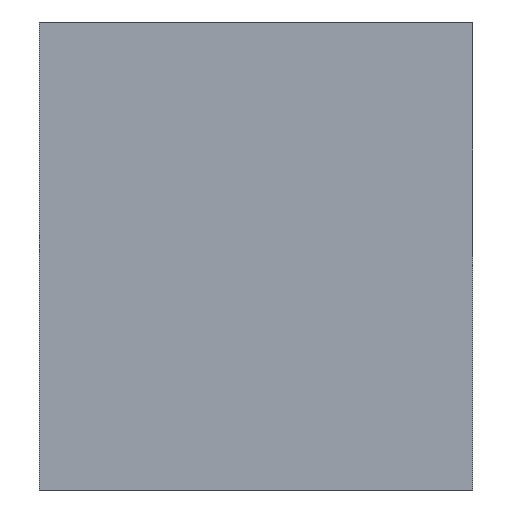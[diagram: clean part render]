
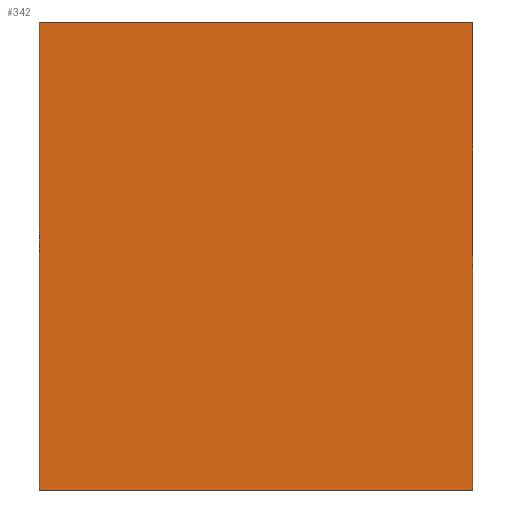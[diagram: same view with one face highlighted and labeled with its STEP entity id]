
A CAD part, front view. The second image highlights one B-rep face of the part: STEP entity #342.
In plain terms, the highlighted planar face has unit normal (0, -1, 0).
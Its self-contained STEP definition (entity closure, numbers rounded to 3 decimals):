
#40=DIRECTION('',(-1.,0.,0.));
#41=VECTOR('',#40,12.4);
#42=CARTESIAN_POINT('',(6.2,0.,-6.7));
#43=LINE('',#42,#41);
#48=DIRECTION('',(0.,0.,1.));
#49=VECTOR('',#48,13.4);
#50=CARTESIAN_POINT('',(-6.2,0.,-6.7));
#51=LINE('',#50,#49);
#55=DIRECTION('',(1.,0.,0.));
#56=VECTOR('',#55,12.4);
#57=CARTESIAN_POINT('',(-6.2,0.,6.7));
#58=LINE('',#57,#56);
#62=DIRECTION('',(0.,0.,-1.));
#63=VECTOR('',#62,13.4);
#64=CARTESIAN_POINT('',(6.2,0.,6.7));
#65=LINE('',#64,#63);
#287=CARTESIAN_POINT('',(6.2,0.,-6.7));
#288=CARTESIAN_POINT('',(-6.2,0.,-6.7));
#289=VERTEX_POINT('',#287);
#290=VERTEX_POINT('',#288);
#291=CARTESIAN_POINT('',(-6.2,0.,6.7));
#292=VERTEX_POINT('',#291);
#293=CARTESIAN_POINT('',(6.2,0.,6.7));
#294=VERTEX_POINT('',#293);
#327=CARTESIAN_POINT('',(0.,0.,0.));
#328=DIRECTION('',(0.,1.,0.));
#329=DIRECTION('',(1.,0.,0.));
#330=AXIS2_PLACEMENT_3D('',#327,#328,#329);
#331=PLANE('',#330);
#333=ORIENTED_EDGE('',*,*,#332,.T.);
#335=ORIENTED_EDGE('',*,*,#334,.T.);
#337=ORIENTED_EDGE('',*,*,#336,.T.);
#339=ORIENTED_EDGE('',*,*,#338,.T.);
#340=EDGE_LOOP('',(#333,#335,#337,#339));
#341=FACE_OUTER_BOUND('',#340,.F.);
#332=EDGE_CURVE('',#289,#290,#43,.T.);
#334=EDGE_CURVE('',#290,#292,#51,.T.);
#336=EDGE_CURVE('',#292,#294,#58,.T.);
#338=EDGE_CURVE('',#294,#289,#65,.T.);
#342=ADVANCED_FACE('',(#341),#331,.F.);
